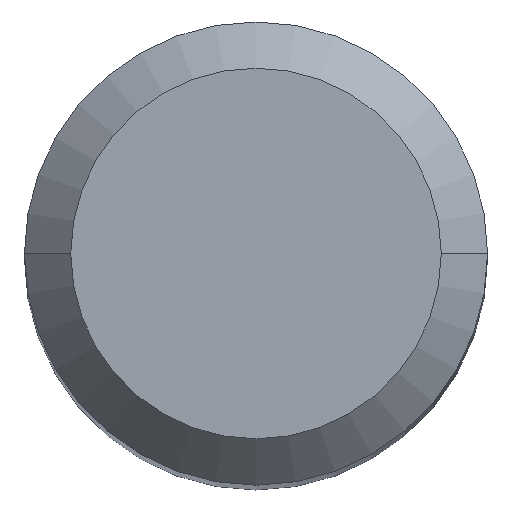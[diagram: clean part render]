
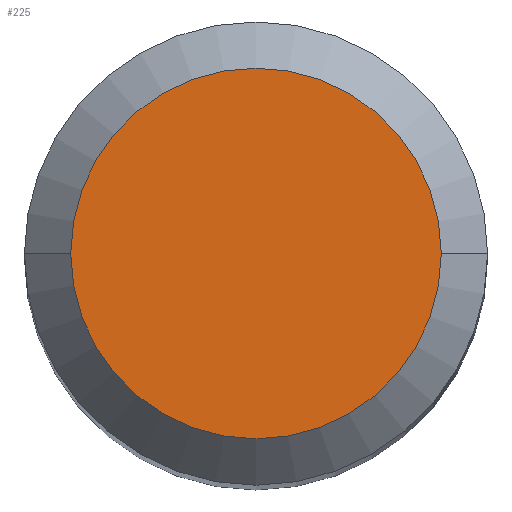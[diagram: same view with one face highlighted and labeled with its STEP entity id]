
A CAD part, top view. The second image highlights one B-rep face of the part: STEP entity #225.
In plain terms, the highlighted planar face has unit normal (0, 0, 1).
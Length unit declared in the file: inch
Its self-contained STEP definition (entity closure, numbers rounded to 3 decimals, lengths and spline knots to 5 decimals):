
#4 = DIRECTION ( 'NONE',  ( 0., 0., 1. ) ) ;
#19 = AXIS2_PLACEMENT_3D ( 'NONE', #185, #4, #112 ) ;
#30 = PLANE ( 'NONE',  #159 ) ;
#31 = DIRECTION ( 'NONE',  ( -1., 0., 0. ) ) ;
#36 = DIRECTION ( 'NONE',  ( 1., 0., 0. ) ) ;
#100 = VERTEX_POINT ( 'NONE', #127 ) ;
#103 = DIRECTION ( 'NONE',  ( 0., 0., -1. ) ) ;
#112 = DIRECTION ( 'NONE',  ( 1., 0., 0. ) ) ;
#127 = CARTESIAN_POINT ( 'NONE',  ( -0.09448, 0., 0. ) ) ;
#159 = AXIS2_PLACEMENT_3D ( 'NONE', #209, #103, #31 ) ;
#166 = ORIENTED_EDGE ( 'NONE', *, *, #288, .T. ) ;
#185 = CARTESIAN_POINT ( 'NONE',  ( 0., 0., 0. ) ) ;
#209 = CARTESIAN_POINT ( 'NONE',  ( 0., 0., 0. ) ) ;
#225 = ADVANCED_FACE ( 'NONE', ( #290 ), #30, .F. ) ;
#281 = CIRCLE ( 'NONE', #418, 0.09448 ) ;
#288 = EDGE_CURVE ( 'NONE', #363, #100, #281, .T. ) ;
#290 = FACE_OUTER_BOUND ( 'NONE', #400, .T. ) ;
#299 = EDGE_CURVE ( 'NONE', #100, #363, #318, .T. ) ;
#302 = CARTESIAN_POINT ( 'NONE',  ( 0., 0., 0. ) ) ;
#318 = CIRCLE ( 'NONE', #19, 0.09448 ) ;
#353 = DIRECTION ( 'NONE',  ( 0., 0., 1. ) ) ;
#363 = VERTEX_POINT ( 'NONE', #439 ) ;
#364 = ORIENTED_EDGE ( 'NONE', *, *, #299, .T. ) ;
#400 = EDGE_LOOP ( 'NONE', ( #364, #166 ) ) ;
#418 = AXIS2_PLACEMENT_3D ( 'NONE', #302, #353, #36 ) ;
#439 = CARTESIAN_POINT ( 'NONE',  ( 0.09448, 0., 0. ) ) ;
